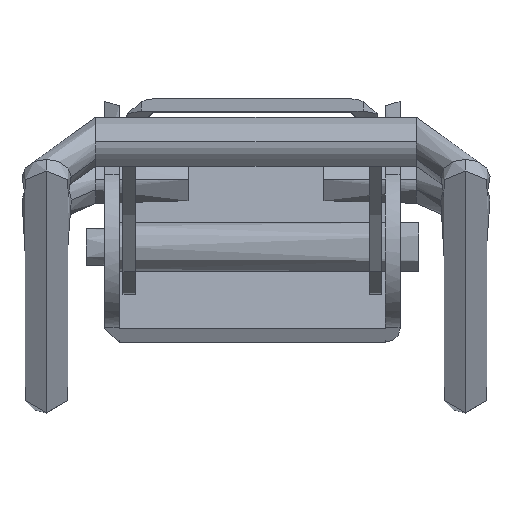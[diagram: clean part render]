
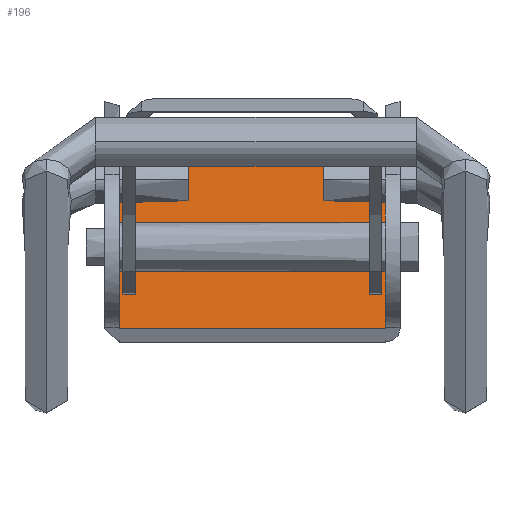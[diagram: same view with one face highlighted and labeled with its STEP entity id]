
A CAD part, top view. The second image highlights one B-rep face of the part: STEP entity #196.
In plain terms, the highlighted face is planar.
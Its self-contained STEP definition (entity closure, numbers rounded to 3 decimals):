
#196=ADVANCED_FACE('',(#396),#395,.F.);
#395=PLANE('',#1439);
#396=FACE_OUTER_BOUND('',#1440,.T.);
#1436=CARTESIAN_POINT('',(-12.96,-7.991,0.653));
#1437=DIRECTION('',(0.,-0.941,-0.338));
#1438=DIRECTION('',(0.,0.338,-0.941));
#1439=AXIS2_PLACEMENT_3D('',#1436,#1437,#1438);
#1440=EDGE_LOOP('',(#2290,#2291,#2292,#2293));
#2290=ORIENTED_EDGE('',*,*,#2819,.T.);
#2291=ORIENTED_EDGE('',*,*,#2839,.F.);
#2292=ORIENTED_EDGE('',*,*,#2840,.F.);
#2293=ORIENTED_EDGE('',*,*,#2810,.F.);
#2810=EDGE_CURVE('',#3197,#3204,#3205,.T.);
#2819=EDGE_CURVE('',#3197,#3259,#3266,.T.);
#2839=EDGE_CURVE('',#3393,#3259,#3400,.T.);
#2840=EDGE_CURVE('',#3204,#3393,#3406,.T.);
#3197=VERTEX_POINT('',#5084);
#3204=VERTEX_POINT('',#5088);
#3205=LINE('',#5089,#5090);
#3259=VERTEX_POINT('',#5141);
#3266=LINE('',#5146,#5147);
#3393=VERTEX_POINT('',#5324);
#3400=LINE('',#5329,#5330);
#3406=LINE('',#5332,#5333);
#5084=CARTESIAN_POINT('',(10.8,-6.87,-2.469));
#5088=CARTESIAN_POINT('',(-10.8,-6.87,-2.469));
#5089=CARTESIAN_POINT('',(10.8,-6.87,-2.469));
#5090=VECTOR('',#5091,21.6);
#5091=DIRECTION('',(-1.,0.,0.));
#5141=CARTESIAN_POINT('',(10.8,4.345,-33.686));
#5146=CARTESIAN_POINT('',(10.8,-6.87,-2.469));
#5147=VECTOR('',#5148,33.171);
#5148=DIRECTION('',(0.,0.338,-0.941));
#5324=CARTESIAN_POINT('',(-10.8,4.345,-33.686));
#5329=CARTESIAN_POINT('',(-10.8,4.345,-33.686));
#5330=VECTOR('',#5331,21.6);
#5331=DIRECTION('',(1.,0.,0.));
#5332=CARTESIAN_POINT('',(-10.8,-6.87,-2.469));
#5333=VECTOR('',#5334,33.171);
#5334=DIRECTION('',(0.,0.338,-0.941));
